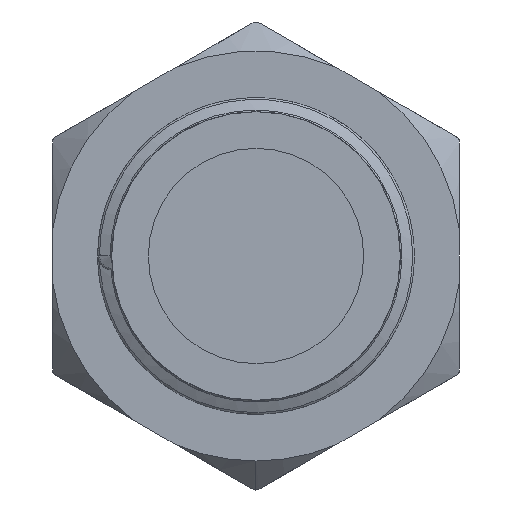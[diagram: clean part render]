
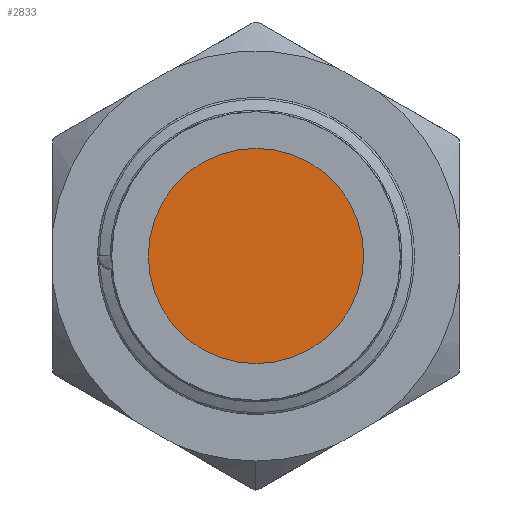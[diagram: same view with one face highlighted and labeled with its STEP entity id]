
A CAD part, left-side view. The second image highlights one B-rep face of the part: STEP entity #2833.
In plain terms, the highlighted planar face has unit normal (-1, 0, 0).
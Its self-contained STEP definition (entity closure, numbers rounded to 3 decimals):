
#820 = ORIENTED_EDGE ( 'NONE', *, *, #2726, .T. ) ;
#821 = ORIENTED_EDGE ( 'NONE', *, *, #2806, .T. ) ;
#876 = EDGE_LOOP ( 'NONE', ( #820, #821 ) ) ;
#1699 = CARTESIAN_POINT ( 'NONE',  ( 3., 17., -9.815 ) ) ;
#1701 = FACE_OUTER_BOUND ( 'NONE', #876, .T. ) ;
#1702 = PLANE ( 'NONE',  #2555 ) ;
#1705 = DIRECTION ( 'NONE',  ( 1., 0., 0. ) ) ;
#1706 = DIRECTION ( 'NONE',  ( 0., 0., -1. ) ) ;
#1857 = CARTESIAN_POINT ( 'NONE',  ( 3., 0., 9. ) ) ;
#2333 = CARTESIAN_POINT ( 'NONE',  ( 3., 0., -9. ) ) ;
#2519 = CARTESIAN_POINT ( 'NONE',  ( 3., 0., 0. ) ) ;
#2520 = DIRECTION ( 'NONE',  ( -1., 0., 0. ) ) ;
#2521 = DIRECTION ( 'NONE',  ( 0., 0., -1. ) ) ;
#2555 = AXIS2_PLACEMENT_3D ( 'NONE', #1699, #1705, #1706 ) ;
#2726 = EDGE_CURVE ( 'NONE', #2900, #2766, #5087, .T. ) ;
#2766 = VERTEX_POINT ( 'NONE', #2333 ) ;
#2806 = EDGE_CURVE ( 'NONE', #2766, #2900, #5015, .T. ) ;
#2833 = ADVANCED_FACE ( 'NONE', ( #1701 ), #1702, .F. ) ;
#2900 = VERTEX_POINT ( 'NONE', #1857 ) ;
#4815 = CARTESIAN_POINT ( 'NONE',  ( 3., 0., 0. ) ) ;
#4816 = DIRECTION ( 'NONE',  ( -1., 0., 0. ) ) ;
#4817 = DIRECTION ( 'NONE',  ( 0., 0., -1. ) ) ;
#5001 = AXIS2_PLACEMENT_3D ( 'NONE', #4815, #4816, #4817 ) ;
#5015 = CIRCLE ( 'NONE', #5081, 9. ) ;
#5081 = AXIS2_PLACEMENT_3D ( 'NONE', #2519, #2520, #2521 ) ;
#5087 = CIRCLE ( 'NONE', #5001, 9. ) ;
